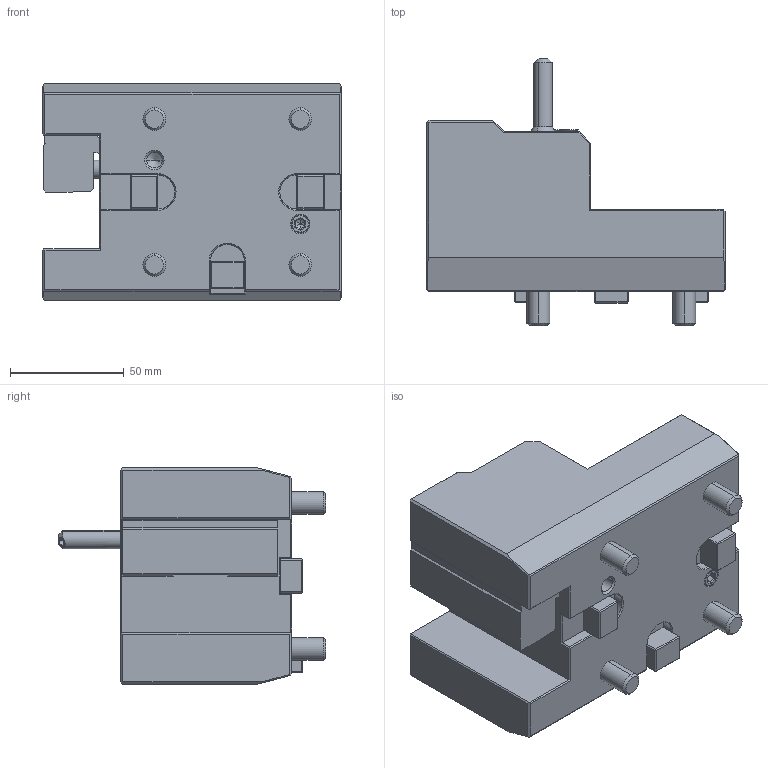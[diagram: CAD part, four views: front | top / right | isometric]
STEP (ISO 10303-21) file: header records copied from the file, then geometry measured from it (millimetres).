
FILE_DESCRIPTION((''),'2;1');
FILE_NAME('NGT_OD_55_25_75_DO','2023-05-15T',('vali'),('NOVA GRUP'),'PRO/ENGINEER BY PARAMETRIC TECHNOLOGY CORPORATION, 2010280','PRO/ENGINEER BY PARAMETRIC TECHNOLOGY CORPORATION, 2010280','');
FILE_SCHEMA(('CONFIG_CONTROL_DESIGN'));
Length unit declared in the file: millimetre
Products named in the file (1): NGT_OD_55_25_75_DO
Bounding box: 131 x 117.34 x 95 mm (x, y, z)
Volume: 635400.6 mm3; surface area: 62029.7 mm2
Topology: 1 solids, 1 shells, 239 faces, 636 edges, 392 vertices
Faces by surface type: plane 167, cylinder 38, cone 26, bspline 6, sphere 2
Entity records: 7859 total; most frequent: CARTESIAN_POINT 1952, ORIENTED_EDGE 1256, DIRECTION 1134, EDGE_CURVE 628, VECTOR 516, LINE 516, VERTEX_POINT 392, AXIS2_PLACEMENT_3D 309
